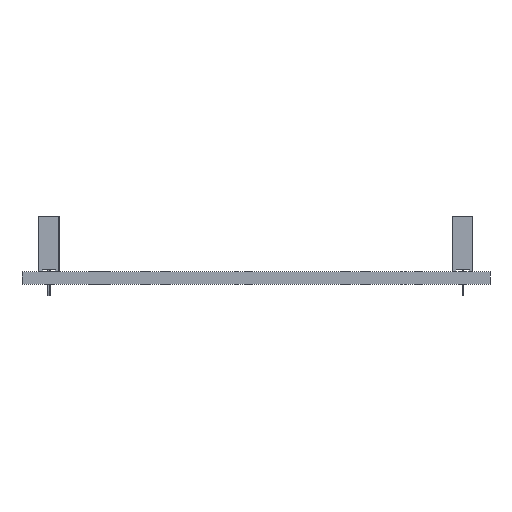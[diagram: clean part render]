
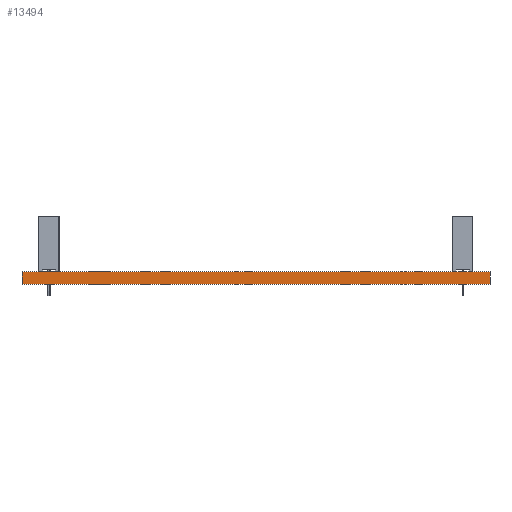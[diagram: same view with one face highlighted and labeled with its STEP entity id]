
A CAD part, front view. The second image highlights one B-rep face of the part: STEP entity #13494.
In plain terms, the highlighted planar face has unit normal (0, -1, 0).
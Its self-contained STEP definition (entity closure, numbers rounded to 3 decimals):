
#13494 = ADVANCED_FACE('',(#13495),#13509,.T.);
#13495 = FACE_BOUND('',#13496,.T.);
#13496 = EDGE_LOOP('',(#13497,#13532,#13560,#13588));
#13497 = ORIENTED_EDGE('',*,*,#13498,.T.);
#13498 = EDGE_CURVE('',#13499,#13501,#13503,.T.);
#13499 = VERTEX_POINT('',#13500);
#13500 = CARTESIAN_POINT('',(59.35,-88.75,0.));
#13501 = VERTEX_POINT('',#13502);
#13502 = CARTESIAN_POINT('',(59.35,-88.75,1.6));
#13503 = SURFACE_CURVE('',#13504,(#13508,#13520),.PCURVE_S1.);
#13504 = LINE('',#13505,#13506);
#13505 = CARTESIAN_POINT('',(59.35,-88.75,0.));
#13506 = VECTOR('',#13507,1.);
#13507 = DIRECTION('',(0.,0.,1.));
#13508 = PCURVE('',#13509,#13514);
#13509 = PLANE('',#13510);
#13510 = AXIS2_PLACEMENT_3D('',#13511,#13512,#13513);
#13511 = CARTESIAN_POINT('',(59.35,-88.75,0.));
#13512 = DIRECTION('',(0.,-1.,0.));
#13513 = DIRECTION('',(-1.,0.,0.));
#13514 = DEFINITIONAL_REPRESENTATION('',(#13515),#13519);
#13515 = LINE('',#13516,#13517);
#13516 = CARTESIAN_POINT('',(0.,-0.));
#13517 = VECTOR('',#13518,1.);
#13518 = DIRECTION('',(0.,-1.));
#13519 = ( GEOMETRIC_REPRESENTATION_CONTEXT(2) 
PARAMETRIC_REPRESENTATION_CONTEXT() REPRESENTATION_CONTEXT('2D SPACE',''
  ) );
#13520 = PCURVE('',#13521,#13526);
#13521 = PLANE('',#13522);
#13522 = AXIS2_PLACEMENT_3D('',#13523,#13524,#13525);
#13523 = CARTESIAN_POINT('',(59.35,-0.,0.));
#13524 = DIRECTION('',(1.,0.,-0.));
#13525 = DIRECTION('',(0.,-1.,0.));
#13526 = DEFINITIONAL_REPRESENTATION('',(#13527),#13531);
#13527 = LINE('',#13528,#13529);
#13528 = CARTESIAN_POINT('',(88.75,0.));
#13529 = VECTOR('',#13530,1.);
#13530 = DIRECTION('',(0.,-1.));
#13531 = ( GEOMETRIC_REPRESENTATION_CONTEXT(2) 
PARAMETRIC_REPRESENTATION_CONTEXT() REPRESENTATION_CONTEXT('2D SPACE',''
  ) );
#13532 = ORIENTED_EDGE('',*,*,#13533,.T.);
#13533 = EDGE_CURVE('',#13501,#13534,#13536,.T.);
#13534 = VERTEX_POINT('',#13535);
#13535 = CARTESIAN_POINT('',(0.01,-88.75,1.6));
#13536 = SURFACE_CURVE('',#13537,(#13541,#13548),.PCURVE_S1.);
#13537 = LINE('',#13538,#13539);
#13538 = CARTESIAN_POINT('',(59.35,-88.75,1.6));
#13539 = VECTOR('',#13540,1.);
#13540 = DIRECTION('',(-1.,0.,0.));
#13541 = PCURVE('',#13509,#13542);
#13542 = DEFINITIONAL_REPRESENTATION('',(#13543),#13547);
#13543 = LINE('',#13544,#13545);
#13544 = CARTESIAN_POINT('',(0.,-1.6));
#13545 = VECTOR('',#13546,1.);
#13546 = DIRECTION('',(1.,0.));
#13547 = ( GEOMETRIC_REPRESENTATION_CONTEXT(2) 
PARAMETRIC_REPRESENTATION_CONTEXT() REPRESENTATION_CONTEXT('2D SPACE',''
  ) );
#13548 = PCURVE('',#13549,#13554);
#13549 = PLANE('',#13550);
#13550 = AXIS2_PLACEMENT_3D('',#13551,#13552,#13553);
#13551 = CARTESIAN_POINT('',(29.68,-44.375,1.6));
#13552 = DIRECTION('',(-0.,-0.,-1.));
#13553 = DIRECTION('',(-1.,0.,0.));
#13554 = DEFINITIONAL_REPRESENTATION('',(#13555),#13559);
#13555 = LINE('',#13556,#13557);
#13556 = CARTESIAN_POINT('',(-29.67,-44.375));
#13557 = VECTOR('',#13558,1.);
#13558 = DIRECTION('',(1.,0.));
#13559 = ( GEOMETRIC_REPRESENTATION_CONTEXT(2) 
PARAMETRIC_REPRESENTATION_CONTEXT() REPRESENTATION_CONTEXT('2D SPACE',''
  ) );
#13560 = ORIENTED_EDGE('',*,*,#13561,.F.);
#13561 = EDGE_CURVE('',#13562,#13534,#13564,.T.);
#13562 = VERTEX_POINT('',#13563);
#13563 = CARTESIAN_POINT('',(0.01,-88.75,0.));
#13564 = SURFACE_CURVE('',#13565,(#13569,#13576),.PCURVE_S1.);
#13565 = LINE('',#13566,#13567);
#13566 = CARTESIAN_POINT('',(0.01,-88.75,0.));
#13567 = VECTOR('',#13568,1.);
#13568 = DIRECTION('',(0.,0.,1.));
#13569 = PCURVE('',#13509,#13570);
#13570 = DEFINITIONAL_REPRESENTATION('',(#13571),#13575);
#13571 = LINE('',#13572,#13573);
#13572 = CARTESIAN_POINT('',(59.34,0.));
#13573 = VECTOR('',#13574,1.);
#13574 = DIRECTION('',(0.,-1.));
#13575 = ( GEOMETRIC_REPRESENTATION_CONTEXT(2) 
PARAMETRIC_REPRESENTATION_CONTEXT() REPRESENTATION_CONTEXT('2D SPACE',''
  ) );
#13576 = PCURVE('',#13577,#13582);
#13577 = PLANE('',#13578);
#13578 = AXIS2_PLACEMENT_3D('',#13579,#13580,#13581);
#13579 = CARTESIAN_POINT('',(0.01,-88.75,0.));
#13580 = DIRECTION('',(-1.,0.,0.));
#13581 = DIRECTION('',(0.,1.,0.));
#13582 = DEFINITIONAL_REPRESENTATION('',(#13583),#13587);
#13583 = LINE('',#13584,#13585);
#13584 = CARTESIAN_POINT('',(0.,0.));
#13585 = VECTOR('',#13586,1.);
#13586 = DIRECTION('',(0.,-1.));
#13587 = ( GEOMETRIC_REPRESENTATION_CONTEXT(2) 
PARAMETRIC_REPRESENTATION_CONTEXT() REPRESENTATION_CONTEXT('2D SPACE',''
  ) );
#13588 = ORIENTED_EDGE('',*,*,#13589,.F.);
#13589 = EDGE_CURVE('',#13499,#13562,#13590,.T.);
#13590 = SURFACE_CURVE('',#13591,(#13595,#13602),.PCURVE_S1.);
#13591 = LINE('',#13592,#13593);
#13592 = CARTESIAN_POINT('',(59.35,-88.75,0.));
#13593 = VECTOR('',#13594,1.);
#13594 = DIRECTION('',(-1.,0.,0.));
#13595 = PCURVE('',#13509,#13596);
#13596 = DEFINITIONAL_REPRESENTATION('',(#13597),#13601);
#13597 = LINE('',#13598,#13599);
#13598 = CARTESIAN_POINT('',(0.,-0.));
#13599 = VECTOR('',#13600,1.);
#13600 = DIRECTION('',(1.,0.));
#13601 = ( GEOMETRIC_REPRESENTATION_CONTEXT(2) 
PARAMETRIC_REPRESENTATION_CONTEXT() REPRESENTATION_CONTEXT('2D SPACE',''
  ) );
#13602 = PCURVE('',#13603,#13608);
#13603 = PLANE('',#13604);
#13604 = AXIS2_PLACEMENT_3D('',#13605,#13606,#13607);
#13605 = CARTESIAN_POINT('',(29.68,-44.375,0.));
#13606 = DIRECTION('',(-0.,-0.,-1.));
#13607 = DIRECTION('',(-1.,0.,0.));
#13608 = DEFINITIONAL_REPRESENTATION('',(#13609),#13613);
#13609 = LINE('',#13610,#13611);
#13610 = CARTESIAN_POINT('',(-29.67,-44.375));
#13611 = VECTOR('',#13612,1.);
#13612 = DIRECTION('',(1.,0.));
#13613 = ( GEOMETRIC_REPRESENTATION_CONTEXT(2) 
PARAMETRIC_REPRESENTATION_CONTEXT() REPRESENTATION_CONTEXT('2D SPACE',''
  ) );
